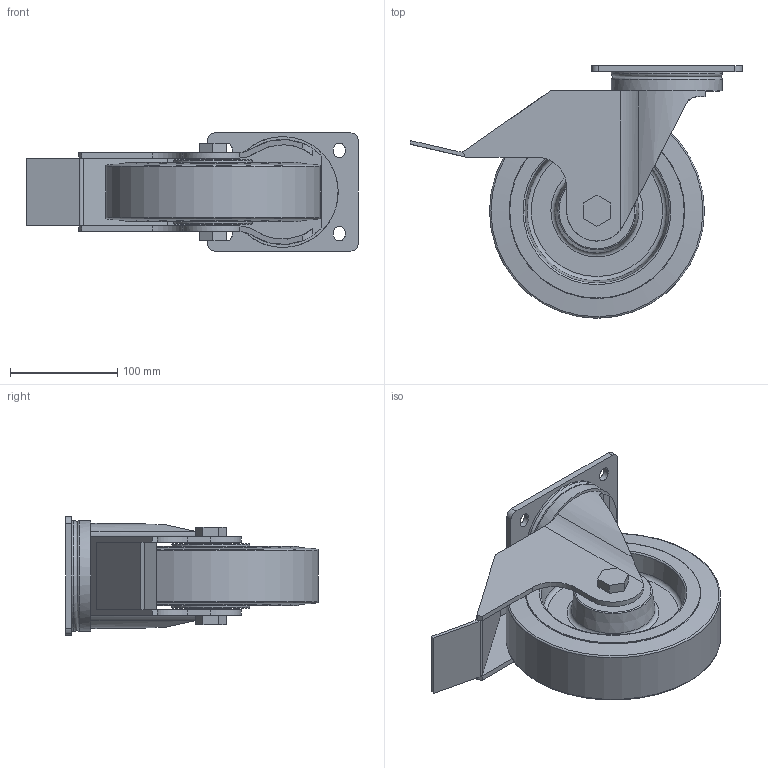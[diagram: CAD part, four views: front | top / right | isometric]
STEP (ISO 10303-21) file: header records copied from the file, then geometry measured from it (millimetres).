
FILE_DESCRIPTION(/* description */ ('STEP AP214'),/* implementation_level */ '2;1');
FILE_NAME(/* name */ 'K1762.2005020',/* time_stamp */ '2025-06-24T14:19:38+02:00',/* author */ ('License CC BY-ND 4.0'),/* organization */ ('CADENAS'),/* preprocessor_version */ 'ST-DEVELOPER v19.3',/* originating_system */ 'PARTsolutions',/* authorisation */ ' ');
FILE_SCHEMA (('AUTOMOTIVE_DESIGN {1 0 10303 214 3 1 1}'));
Length unit declared in the file: millimetre
Products named in the file (1): K1762.2005020
Bounding box: 309 x 235 x 110 mm (x, y, z)
Volume: 1789720.9 mm3; surface area: 250781.5 mm2
Topology: 1 solids, 1 shells, 119 faces, 303 edges, 196 vertices
Faces by surface type: plane 64, cylinder 35, torus 14, cone 6
Full cylindrical faces by diameter (mm): 20.02 x2, 103.04 x2, 162.5 x2, 200 x1
Entity records: 3518 total; most frequent: CARTESIAN_POINT 628, DIRECTION 604, ORIENTED_EDGE 550, EDGE_CURVE 275, AXIS2_PLACEMENT_3D 217, VERTEX_POINT 195, LINE 170, VECTOR 170
